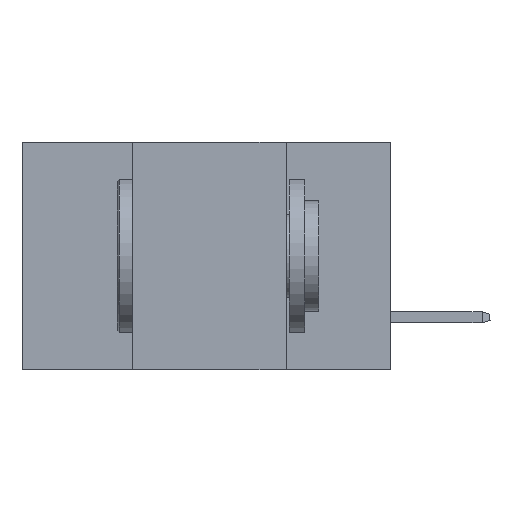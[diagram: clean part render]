
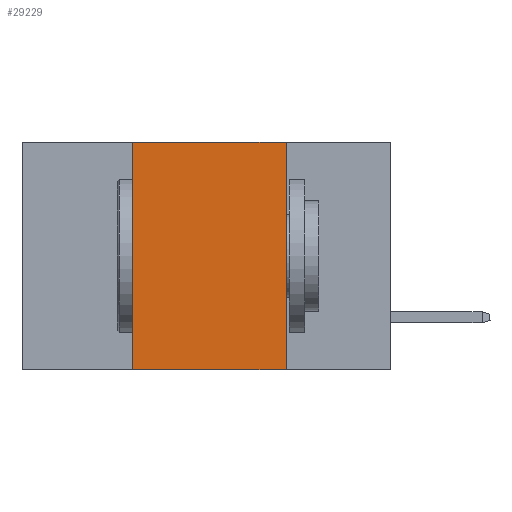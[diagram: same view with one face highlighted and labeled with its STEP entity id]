
A CAD part, left-side view. The second image highlights one B-rep face of the part: STEP entity #29229.
In plain terms, the highlighted planar face has unit normal (-1, 0, 0).
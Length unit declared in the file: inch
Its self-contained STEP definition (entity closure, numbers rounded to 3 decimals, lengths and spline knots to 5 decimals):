
#2270 = LINE ( 'NONE', #28778, #20310 ) ;
#2590 = LINE ( 'NONE', #30163, #42287 ) ;
#3444 = DIRECTION ( 'NONE',  ( 0., -1., 0. ) ) ;
#4604 = AXIS2_PLACEMENT_3D ( 'NONE', #33107, #21514, #9707 ) ;
#4778 = CARTESIAN_POINT ( 'NONE',  ( 0., 0.17, 0. ) ) ;
#5857 = PLANE ( 'NONE',  #4604 ) ;
#9079 = VECTOR ( 'NONE', #16539, 39.37008 ) ;
#9092 = CARTESIAN_POINT ( 'NONE',  ( 0., 0.42, 0. ) ) ;
#9707 = DIRECTION ( 'NONE',  ( 0., 0., -1. ) ) ;
#10293 = VECTOR ( 'NONE', #37886, 39.37008 ) ;
#13181 = ORIENTED_EDGE ( 'NONE', *, *, #33398, .F. ) ;
#15410 = VERTEX_POINT ( 'NONE', #17748 ) ;
#15504 = EDGE_CURVE ( 'NONE', #36466, #28192, #2590, .T. ) ;
#15755 = LINE ( 'NONE', #46313, #10293 ) ;
#16539 = DIRECTION ( 'NONE',  ( 0., 0., 1. ) ) ;
#17748 = CARTESIAN_POINT ( 'NONE',  ( 0., 0.42, 0. ) ) ;
#18359 = ORIENTED_EDGE ( 'NONE', *, *, #15504, .T. ) ;
#19976 = EDGE_LOOP ( 'NONE', ( #38403, #13181, #22856, #18359 ) ) ;
#20310 = VECTOR ( 'NONE', #28434, 39.37008 ) ;
#21289 = FACE_OUTER_BOUND ( 'NONE', #19976, .T. ) ;
#21514 = DIRECTION ( 'NONE',  ( 1., 0., 0. ) ) ;
#22856 = ORIENTED_EDGE ( 'NONE', *, *, #37654, .F. ) ;
#23587 = LINE ( 'NONE', #9092, #9079 ) ;
#25897 = VERTEX_POINT ( 'NONE', #4778 ) ;
#28192 = VERTEX_POINT ( 'NONE', #39684 ) ;
#28434 = DIRECTION ( 'NONE',  ( 0., 0., -1. ) ) ;
#28778 = CARTESIAN_POINT ( 'NONE',  ( 0., 0.17, 0. ) ) ;
#29229 = ADVANCED_FACE ( 'NONE', ( #21289 ), #5857, .F. ) ;
#30163 = CARTESIAN_POINT ( 'NONE',  ( 0., 0.6, -0.37 ) ) ;
#33107 = CARTESIAN_POINT ( 'NONE',  ( 0., 0.6, 0. ) ) ;
#33398 = EDGE_CURVE ( 'NONE', #15410, #25897, #15755, .T. ) ;
#36466 = VERTEX_POINT ( 'NONE', #43931 ) ;
#37654 = EDGE_CURVE ( 'NONE', #36466, #15410, #23587, .T. ) ;
#37886 = DIRECTION ( 'NONE',  ( 0., -1., 0. ) ) ;
#38403 = ORIENTED_EDGE ( 'NONE', *, *, #46174, .F. ) ;
#39684 = CARTESIAN_POINT ( 'NONE',  ( 0., 0.17, -0.37 ) ) ;
#42287 = VECTOR ( 'NONE', #3444, 39.37008 ) ;
#43931 = CARTESIAN_POINT ( 'NONE',  ( 0., 0.42, -0.37 ) ) ;
#46174 = EDGE_CURVE ( 'NONE', #25897, #28192, #2270, .T. ) ;
#46313 = CARTESIAN_POINT ( 'NONE',  ( 0., 0.6, 0. ) ) ;
